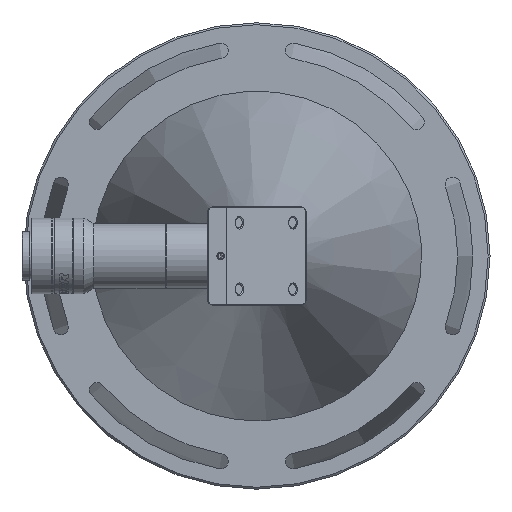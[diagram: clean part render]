
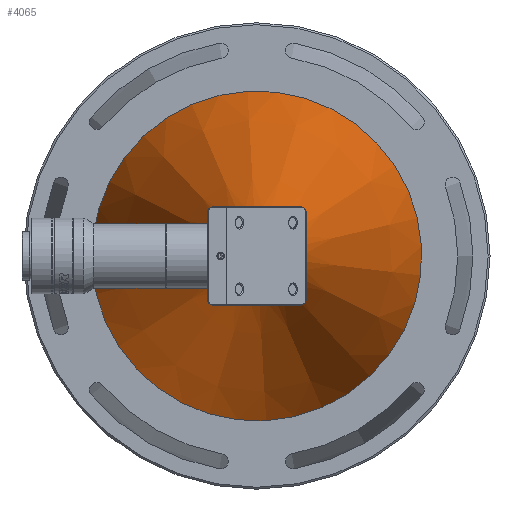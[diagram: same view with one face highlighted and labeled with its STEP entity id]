
A CAD part, left-side view. The second image highlights one B-rep face of the part: STEP entity #4065.
In plain terms, the highlighted conical face has half-angle 17 degrees and reference radius 87 mm.
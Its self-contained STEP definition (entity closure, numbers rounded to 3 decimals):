
#34 = FACE_OUTER_BOUND ( 'NONE', #4623, .T. ) ;
#99 = CARTESIAN_POINT ( 'NONE',  ( -246.602, 0., 0. ) ) ;
#172 = VERTEX_POINT ( 'NONE', #5554 ) ;
#333 = CARTESIAN_POINT ( 'NONE',  ( -446.124, 0., 0. ) ) ;
#1097 = EDGE_CURVE ( 'NONE', #1937, #1937, #13646, .T. ) ;
#1937 = VERTEX_POINT ( 'NONE', #7553 ) ;
#2940 = AXIS2_PLACEMENT_3D ( 'NONE', #5836, #13456, #3716 ) ;
#3199 = EDGE_CURVE ( 'NONE', #172, #172, #10616, .T. ) ;
#3298 = AXIS2_PLACEMENT_3D ( 'NONE', #99, #10933, #12814 ) ;
#3716 = DIRECTION ( 'NONE',  ( 0., 0.395, 0.919 ) ) ;
#4065 = ADVANCED_FACE ( 'NONE', ( #7475, #34 ), #9372, .T. ) ;
#4623 = EDGE_LOOP ( 'NONE', ( #7684 ) ) ;
#5554 = CARTESIAN_POINT ( 'NONE',  ( -246.602, 34.343, 79.935 ) ) ;
#5836 = CARTESIAN_POINT ( 'NONE',  ( -246.602, 0., 0. ) ) ;
#6644 = DIRECTION ( 'NONE',  ( 1., 0., 0. ) ) ;
#7475 = FACE_BOUND ( 'NONE', #12632, .T. ) ;
#7553 = CARTESIAN_POINT ( 'NONE',  ( -446.124, 10.264, 23.888 ) ) ;
#7684 = ORIENTED_EDGE ( 'NONE', *, *, #3199, .F. ) ;
#8376 = ORIENTED_EDGE ( 'NONE', *, *, #1097, .T. ) ;
#8885 = DIRECTION ( 'NONE',  ( 0., 0.395, 0.919 ) ) ;
#9372 = CONICAL_SURFACE ( 'NONE', #3298, 87., 0.297 ) ;
#9747 = AXIS2_PLACEMENT_3D ( 'NONE', #333, #6644, #8885 ) ;
#10616 = CIRCLE ( 'NONE', #2940, 87. ) ;
#10933 = DIRECTION ( 'NONE',  ( 1., 0., 0. ) ) ;
#12632 = EDGE_LOOP ( 'NONE', ( #8376 ) ) ;
#12814 = DIRECTION ( 'NONE',  ( 0., 0.395, 0.919 ) ) ;
#13456 = DIRECTION ( 'NONE',  ( 1., 0., 0. ) ) ;
#13646 = CIRCLE ( 'NONE', #9747, 26. ) ;
